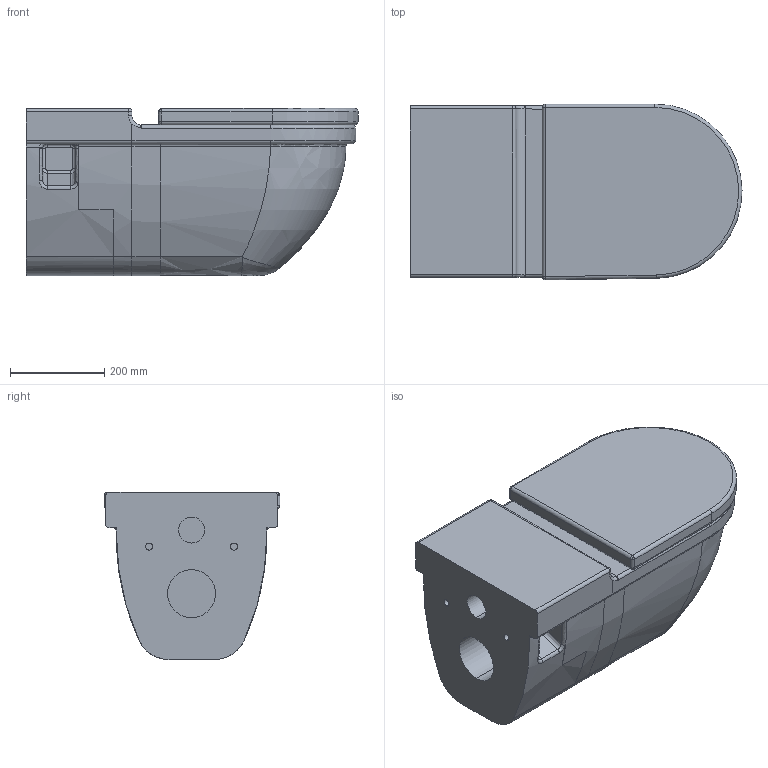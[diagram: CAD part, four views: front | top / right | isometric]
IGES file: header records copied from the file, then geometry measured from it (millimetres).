
Global section: file name: No Iges File Name specified; native system: Autodesk Inventor 2011; preprocessor: AutoDesk Inventor Iges Exporter R2011; author: Administrator; date: 20160107.180538; units: millimetre
Bounding box: 705.22 x 373.3 x 355 mm (x, y, z)
Volume: 50974442.8 mm3; surface area: 1596217.6 mm2
Topology: 2 solids, 4 shells, 222 faces, 531 edges, 320 vertices
Faces by surface type: bspline 74, plane 49, revolution 44, cylinder 27, torus 21, sphere 7
